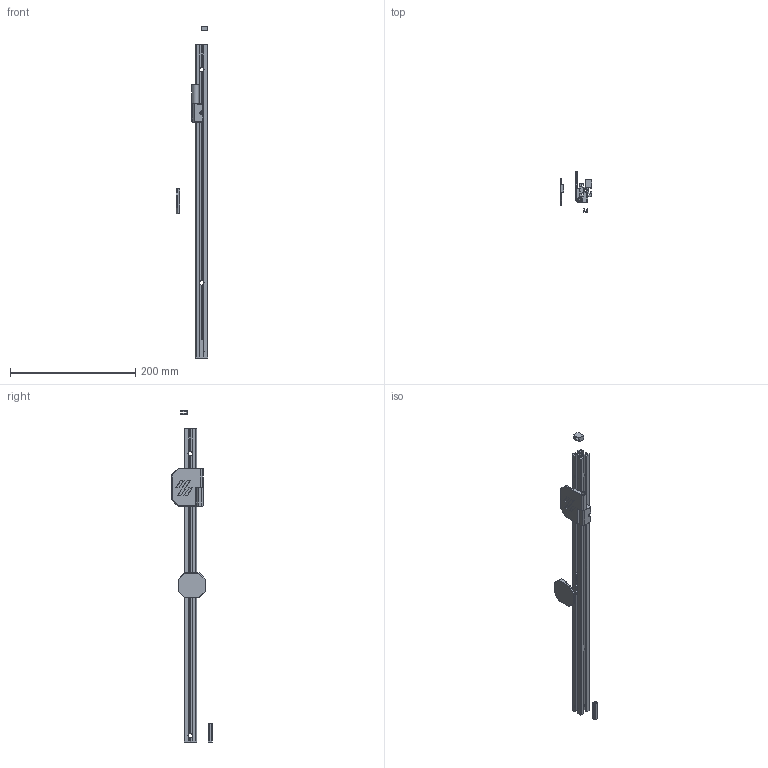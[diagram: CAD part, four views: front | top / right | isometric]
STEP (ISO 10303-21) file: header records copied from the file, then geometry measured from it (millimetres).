
FILE_DESCRIPTION(/* description */ (''),/* implementation_level */ '2;1');
FILE_NAME(/* name */ 'Chonk Door Hinge V2.step',/* time_stamp */ '2023-07-25T11:33:55-06:00',/* author */ (''),/* organization */ (''),/* preprocessor_version */ 'ST-DEVELOPER v20',/* originating_system */ 'Autodesk Translation Framework v12.9.0.99',/* authorisation */ '');
FILE_SCHEMA (('AUTOMOTIVE_DESIGN { 1 0 10303 214 3 1 1 }'));
Length unit declared in the file: millimetre
Products named in the file (8): Chonk Door Hinge Main; Hinge-Frame; Hinge-Door (1); Handle; Handle Frame; Misc; Slot Cover; Belt Clip
Assembly tree (7 placements, depth 3):
  Chonk Door Hinge Main
    Hinge-Frame
      Hinge-Door (1)
    Handle
    Handle Frame
    Misc
      Slot Cover
      Belt Clip
Bounding box: 51 x 64.5 x 529.85 mm (x, y, z)
Volume: 113836.6 mm3; surface area: 103364.6 mm2
Topology: 7 solids, 7 shells, 370 faces, 1052 edges, 683 vertices
Faces by surface type: plane 294, cylinder 68, cone 4, bspline 4
Full cylindrical faces by diameter (mm): 3 x1, 3.3 x1, 4.134 x1, 4.2 x4, 4.25 x1, 6 x1, 7.35 x9
Entity records: 12588 total; most frequent: CARTESIAN_POINT 2578, ORIENTED_EDGE 2104, DIRECTION 2009, EDGE_CURVE 1052, LINE 781, VECTOR 781, VERTEX_POINT 683, AXIS2_PLACEMENT_3D 614
